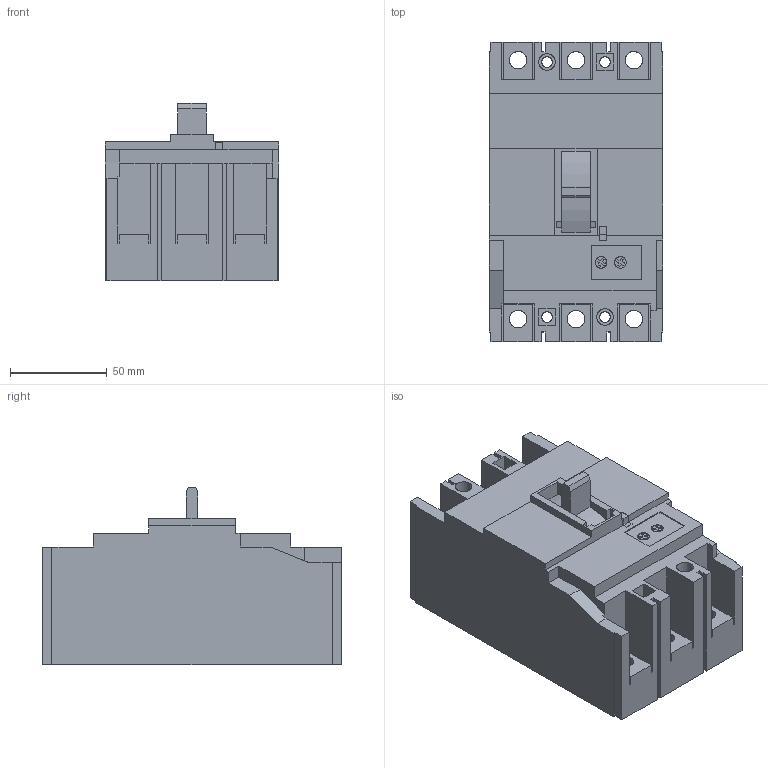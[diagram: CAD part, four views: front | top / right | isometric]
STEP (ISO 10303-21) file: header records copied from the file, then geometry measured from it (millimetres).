
FILE_DESCRIPTION(('FreeCAD Model'),'2;1');
FILE_NAME('S125 3P FC.stp', '2019-08-21T10:40:38',('Author'),(''), 'Open CASCADE STEP processor 7.2','FreeCAD','Unknown');
FILE_SCHEMA(('AUTOMOTIVE_DESIGN { 1 0 10303 214 1 1 1 1 }'));
Length unit declared in the file: millimetre
Products named in the file (2): S125_3P_FC001; S125_3P_FC
Bounding box: 90 x 155 x 92 mm (x, y, z)
Surface area: 102172.9 mm2 (no closed solid volume)
Topology: 0 solids, 242 shells, 242 faces, 2604 edges, 2604 vertices
Faces by surface type: bspline 194, revolution 48
Entity records: 42763 total; most frequent: CARTESIAN_POINT 15393, B_SPLINE_CURVE_WITH_KNOTS 3972, ORIENTED_EDGE 2604, EDGE_CURVE 2604, VERTEX_POINT 2604, SURFACE_CURVE 2604, PCURVE 2604, DEFINITIONAL_REPRESENTATION 2604
